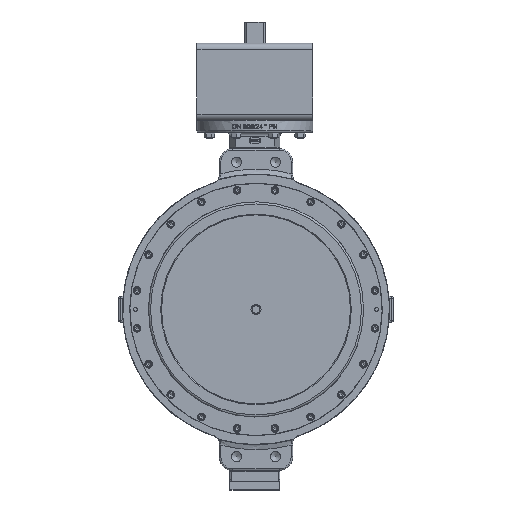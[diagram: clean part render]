
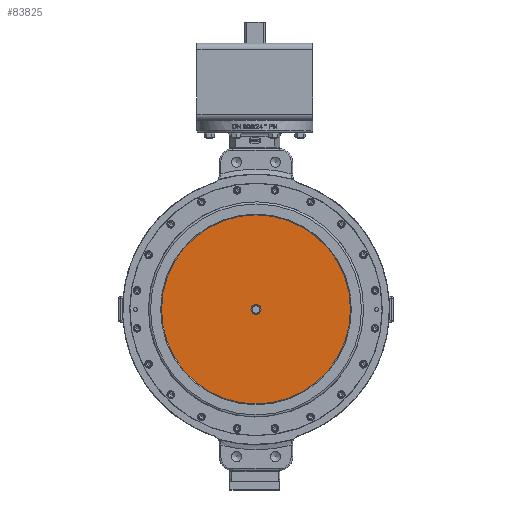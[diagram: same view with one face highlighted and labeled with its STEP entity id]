
A CAD part, front view. The second image highlights one B-rep face of the part: STEP entity #83825.
In plain terms, the highlighted planar face has unit normal (0, -1, 0).
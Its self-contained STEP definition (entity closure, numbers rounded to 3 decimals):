
#64293=CARTESIAN_POINT('',(-245.,-68.,0.));
#64294=VERTEX_POINT('',#64293);
#64295=CARTESIAN_POINT('',(0.,-68.,0.));
#64296=DIRECTION('',(0.,-1.0,0.));
#64297=DIRECTION('',(-1.0,0.,0.));
#64298=AXIS2_PLACEMENT_3D('',#64295,#64296,#64297);
#64299=CIRCLE('',#64298,245.0);
#64300=EDGE_CURVE('',#64294,#64294,#64299,.T.);
#83806=CARTESIAN_POINT('',(-122.5,-68.,0.));
#83807=DIRECTION('',(0.0,-1.0,0.0));
#83808=DIRECTION('',(0.,0.0,-1.0));
#83809=AXIS2_PLACEMENT_3D('',#83806,#83807,#83808);
#83810=PLANE('',#83809);
#83811=ORIENTED_EDGE('',*,*,#64300,.T.);
#83812=EDGE_LOOP('',(#83811));
#83813=FACE_OUTER_BOUND('',#83812,.T.);
#83814=CARTESIAN_POINT('',(13.,-68.,0.));
#83815=VERTEX_POINT('',#83814);
#83816=CARTESIAN_POINT('',(0.,-68.,0.));
#83817=DIRECTION('',(0.,-1.0,0.));
#83818=DIRECTION('',(-1.0,0.,0.));
#83819=AXIS2_PLACEMENT_3D('',#83816,#83817,#83818);
#83820=CIRCLE('',#83819,13.0);
#83821=EDGE_CURVE('',#83815,#83815,#83820,.T.);
#83822=ORIENTED_EDGE('',*,*,#83821,.F.);
#83823=EDGE_LOOP('',(#83822));
#83824=FACE_BOUND('',#83823,.T.);
#83825=ADVANCED_FACE('',(#83813,#83824),#83810,.T.);
